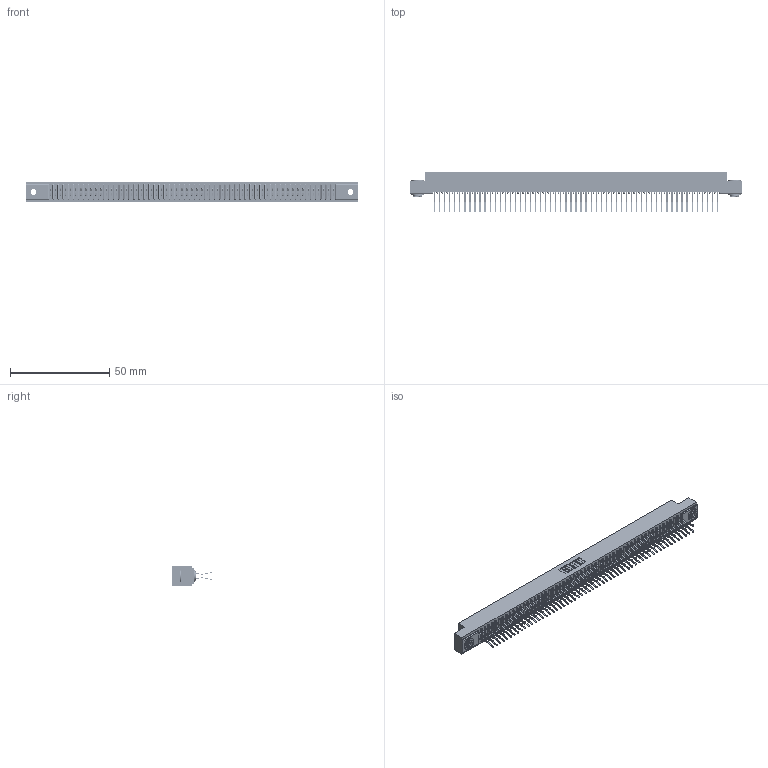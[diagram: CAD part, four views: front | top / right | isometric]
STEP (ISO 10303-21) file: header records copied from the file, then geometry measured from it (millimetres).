
FILE_DESCRIPTION (( 'STEP AP203' ), '1' );
FILE_NAME ('391-114-560-203.STEP', '2018-08-09T22:56:44', ( '' ), ( '' ), 'SwSTEP 2.0', 'SolidWorks 2016', '' );
FILE_SCHEMA (( 'CONFIG_CONTROL_DESIGN' ));
Length unit declared in the file: inch
Products named in the file (4): 341 Part_.156 (3.96) Dia Mounting Holes; 341-292-001_341-292-160; 345-250-002_345-250-002-102; 391-114-560-203
Assembly tree (117 placements, depth 2):
  391-114-560-203
    341 Part_.156 (3.96) Dia Mounting Holes
    341-292-001_341-292-160  x114
    345-250-002_345-250-002-102  x2
Bounding box: 167 x 20.37 x 10.16 mm (x, y, z)
Volume: 12460.2 mm3; surface area: 23680.1 mm2
Topology: 117 solids, 117 shells, 8148 faces, 23627 edges, 15326 vertices
Faces by surface type: plane 4652, cylinder 3260, sphere 116, torus 112, cone 8
Entity records: 68189 total; most frequent: CARTESIAN_POINT 11316, ORIENTED_EDGE 11238, DIRECTION 10991, EDGE_CURVE 5619, VECTOR 4541, LINE 4541, VERTEX_POINT 3550, AXIS2_PLACEMENT_3D 3225
